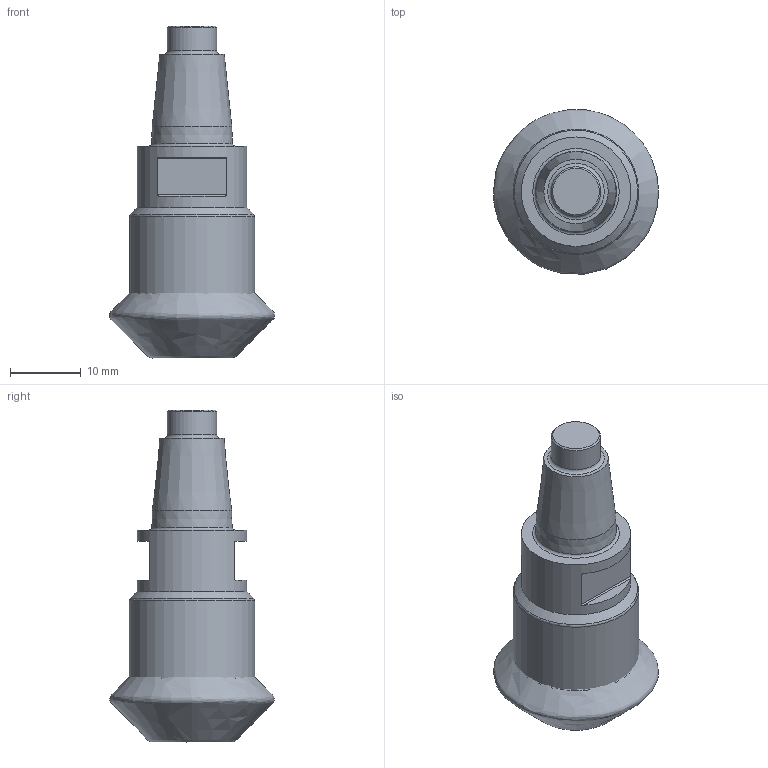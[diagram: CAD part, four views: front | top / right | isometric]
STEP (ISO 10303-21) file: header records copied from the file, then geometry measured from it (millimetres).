
FILE_DESCRIPTION(/* description */ (''),/* implementation_level */ '2;1');
FILE_NAME(/* name */ '1562213370449.stp',/* time_stamp */ '2019-07-04T09:39:41+05:00',/* author */ (''),/* organization */ ('SMS'),/* preprocessor_version */ 'ST-DEVELOPER v15',/* originating_system */ 'SIEMENS PLM Software NX 8.5',/* authorisation */ '');
FILE_SCHEMA (('AUTOMOTIVE_DESIGN { 1 0 10303 214 3 1 1 1 }'));
Length unit declared in the file: millimetre
Products named in the file (4): ASSEMBLY_CONSTRUCTION; 202415306mod000_00; 202443582mod000_00; 202443584mod000_00
Assembly tree (3 placements, depth 2):
  202443584mod000_00
    202443582mod000_00
    202415306mod000_00
    ASSEMBLY_CONSTRUCTION
Bounding box: 23.4 x 23.31 x 47 mm (x, y, z)
Volume: 10747.7 mm3; surface area: 3783.4 mm2
Topology: 2 solids, 2 shells, 30 faces, 63 edges, 48 vertices
Faces by surface type: plane 10, cylinder 7, cone 6, torus 6, bspline 1
Full cylindrical faces by diameter (mm): 7 x1, 15.5 x1, 17.758 x1
Entity records: 4591 total; most frequent: CARTESIAN_POINT 3835, DIRECTION 138, ORIENTED_EDGE 84, AXIS2_PLACEMENT_3D 63, EDGE_LOOP 48, EDGE_CURVE 42, FACE_BOUND 37, VERTEX_POINT 35
